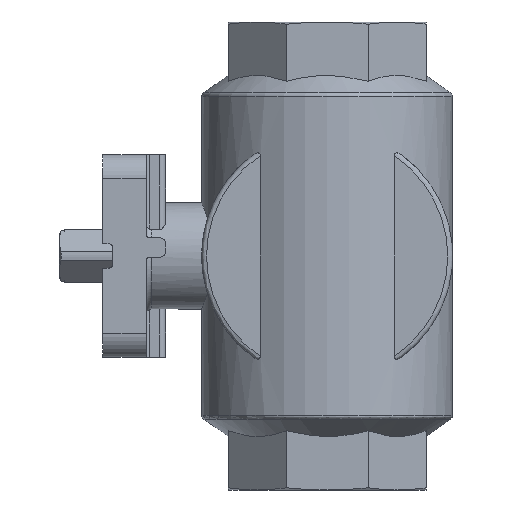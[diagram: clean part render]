
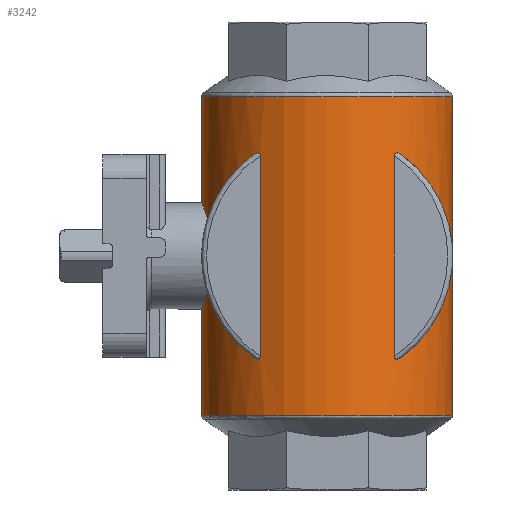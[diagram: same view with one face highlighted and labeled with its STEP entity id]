
A CAD part, left-side view. The second image highlights one B-rep face of the part: STEP entity #3242.
In plain terms, the highlighted cylindrical face has radius 26 mm (diameter 52 mm), a full revolution.
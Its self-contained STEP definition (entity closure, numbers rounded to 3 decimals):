
#23=ELLIPSE('',#3534,36.77,26.);
#24=ELLIPSE('',#3535,36.77,26.);
#25=ELLIPSE('',#3536,36.77,26.);
#26=ELLIPSE('',#3537,36.77,26.);
#27=ELLIPSE('',#3538,36.77,26.);
#28=ELLIPSE('',#3539,36.77,26.);
#152=B_SPLINE_CURVE_WITH_KNOTS('',3,(#5120,#5121,#5122,#5123,#5124,#5125,
#5126),.UNSPECIFIED.,.F.,.F.,(4,1,1,1,4),(0.026,0.03,
0.035,0.039,0.043),.UNSPECIFIED.);
#154=B_SPLINE_CURVE_WITH_KNOTS('',3,(#5137,#5138,#5139,#5140,#5141,#5142,
#5143,#5144),.UNSPECIFIED.,.F.,.F.,(4,1,1,1,1,4),(0.061,0.065,
0.067,0.07,0.074,0.078),
 .UNSPECIFIED.);
#175=B_SPLINE_CURVE_WITH_KNOTS('',3,(#5331,#5332,#5333,#5334,#5335,#5336,
#5337),.UNSPECIFIED.,.F.,.F.,(4,1,1,1,4),(0.,0.001,
0.001,0.002,0.002),
 .UNSPECIFIED.);
#176=B_SPLINE_CURVE_WITH_KNOTS('',3,(#5341,#5342,#5343,#5344,#5345,#5346,
#5347),.UNSPECIFIED.,.F.,.F.,(4,1,1,1,4),(0.003,0.004,
0.004,0.005,0.005),
 .UNSPECIFIED.);
#177=B_SPLINE_CURVE_WITH_KNOTS('',3,(#5354,#5355,#5356,#5357,#5358,#5359,
#5360),.UNSPECIFIED.,.F.,.F.,(4,1,1,1,4),(0.,0.001,
0.001,0.002,0.002),
 .UNSPECIFIED.);
#178=B_SPLINE_CURVE_WITH_KNOTS('',3,(#5364,#5365,#5366,#5367,#5368,#5369,
#5370),.UNSPECIFIED.,.F.,.F.,(4,1,1,1,4),(0.003,0.004,
0.004,0.005,0.005),
 .UNSPECIFIED.);
#431=LINE('',#5339,#616);
#432=LINE('',#5362,#617);
#616=VECTOR('',#4119,1000.);
#617=VECTOR('',#4126,1000.);
#994=ORIENTED_EDGE('',*,*,#1927,.F.);
#995=ORIENTED_EDGE('',*,*,#1873,.F.);
#996=ORIENTED_EDGE('',*,*,#1928,.F.);
#997=ORIENTED_EDGE('',*,*,#1929,.T.);
#998=ORIENTED_EDGE('',*,*,#1930,.F.);
#999=ORIENTED_EDGE('',*,*,#1931,.T.);
#1000=ORIENTED_EDGE('',*,*,#1932,.F.);
#1001=ORIENTED_EDGE('',*,*,#1871,.F.);
#1002=ORIENTED_EDGE('',*,*,#1933,.F.);
#1003=ORIENTED_EDGE('',*,*,#1934,.F.);
#1004=ORIENTED_EDGE('',*,*,#1935,.T.);
#1005=ORIENTED_EDGE('',*,*,#1936,.F.);
#1006=ORIENTED_EDGE('',*,*,#1937,.T.);
#1007=ORIENTED_EDGE('',*,*,#1938,.F.);
#1008=ORIENTED_EDGE('',*,*,#1939,.F.);
#1009=ORIENTED_EDGE('',*,*,#1940,.T.);
#1871=EDGE_CURVE('',#2328,#2329,#152,.T.);
#1873=EDGE_CURVE('',#2330,#2331,#154,.T.);
#1927=EDGE_CURVE('',#2374,#2374,#2595,.T.);
#1928=EDGE_CURVE('',#2375,#2330,#23,.T.);
#1929=EDGE_CURVE('',#2375,#2376,#175,.T.);
#1930=EDGE_CURVE('',#2377,#2376,#431,.F.);
#1931=EDGE_CURVE('',#2377,#2378,#176,.T.);
#1932=EDGE_CURVE('',#2329,#2378,#24,.F.);
#1933=EDGE_CURVE('',#2379,#2328,#25,.F.);
#1934=EDGE_CURVE('',#2380,#2379,#26,.F.);
#1935=EDGE_CURVE('',#2380,#2381,#177,.T.);
#1936=EDGE_CURVE('',#2382,#2381,#432,.T.);
#1937=EDGE_CURVE('',#2382,#2383,#178,.T.);
#1938=EDGE_CURVE('',#2379,#2383,#27,.T.);
#1939=EDGE_CURVE('',#2331,#2379,#28,.T.);
#1940=EDGE_CURVE('',#2384,#2384,#2596,.T.);
#2328=VERTEX_POINT('',#5127);
#2329=VERTEX_POINT('',#5128);
#2330=VERTEX_POINT('',#5136);
#2331=VERTEX_POINT('',#5145);
#2374=VERTEX_POINT('',#5328);
#2375=VERTEX_POINT('',#5330);
#2376=VERTEX_POINT('',#5338);
#2377=VERTEX_POINT('',#5340);
#2378=VERTEX_POINT('',#5348);
#2379=VERTEX_POINT('',#5351);
#2380=VERTEX_POINT('',#5353);
#2381=VERTEX_POINT('',#5361);
#2382=VERTEX_POINT('',#5363);
#2383=VERTEX_POINT('',#5371);
#2384=VERTEX_POINT('',#5375);
#2595=CIRCLE('',#3533,26.);
#2596=CIRCLE('',#3540,26.);
#2726=EDGE_LOOP('',(#994));
#2727=EDGE_LOOP('',(#995,#996,#997,#998,#999,#1000,#1001,#1002,#1003,#1004,
#1005,#1006,#1007,#1008));
#2728=EDGE_LOOP('',(#1009));
#2964=FACE_BOUND('',#2726,.T.);
#2965=FACE_BOUND('',#2727,.T.);
#2966=FACE_BOUND('',#2728,.T.);
#3163=CYLINDRICAL_SURFACE('',#3532,26.);
#3242=ADVANCED_FACE('',(#2964,#2965,#2966),#3163,.T.);
#3532=AXIS2_PLACEMENT_3D('',#5326,#4113,#4114);
#3533=AXIS2_PLACEMENT_3D('',#5327,#4115,#4116);
#3534=AXIS2_PLACEMENT_3D('',#5329,#4117,#4118);
#3535=AXIS2_PLACEMENT_3D('',#5349,#4120,#4121);
#3536=AXIS2_PLACEMENT_3D('',#5350,#4122,#4123);
#3537=AXIS2_PLACEMENT_3D('',#5352,#4124,#4125);
#3538=AXIS2_PLACEMENT_3D('',#5372,#4127,#4128);
#3539=AXIS2_PLACEMENT_3D('',#5373,#4129,#4130);
#3540=AXIS2_PLACEMENT_3D('',#5374,#4131,#4132);
#4113=DIRECTION('',(0.,0.,-1.));
#4114=DIRECTION('',(0.,1.,0.));
#4115=DIRECTION('',(0.,0.,-1.));
#4116=DIRECTION('',(0.,1.,0.));
#4117=DIRECTION('',(-0.707,0.,-0.707));
#4118=DIRECTION('',(0.707,0.,-0.707));
#4119=DIRECTION('',(0.,0.,-1.));
#4120=DIRECTION('',(0.707,0.,-0.707));
#4121=DIRECTION('',(-0.707,0.,-0.707));
#4122=DIRECTION('',(-0.707,0.,-0.707));
#4123=DIRECTION('',(0.707,0.,-0.707));
#4124=DIRECTION('',(0.707,0.,-0.707));
#4125=DIRECTION('',(-0.707,0.,-0.707));
#4126=DIRECTION('',(0.,0.,-1.));
#4127=DIRECTION('',(-0.707,0.,-0.707));
#4128=DIRECTION('',(0.707,0.,-0.707));
#4129=DIRECTION('',(0.707,0.,-0.707));
#4130=DIRECTION('',(-0.707,0.,-0.707));
#4131=DIRECTION('',(0.,0.,-1.));
#4132=DIRECTION('',(0.,1.,0.));
#5120=CARTESIAN_POINT('',(7.778,24.809,-7.778));
#5121=CARTESIAN_POINT('',(6.774,25.124,-8.782));
#5122=CARTESIAN_POINT('',(4.366,25.741,-10.407));
#5123=CARTESIAN_POINT('',(0.013,26.129,-11.295));
#5124=CARTESIAN_POINT('',(-4.357,25.744,-10.413));
#5125=CARTESIAN_POINT('',(-6.767,25.126,-8.789));
#5126=CARTESIAN_POINT('',(-7.778,24.809,-7.778));
#5127=CARTESIAN_POINT('',(7.778,24.809,-7.778));
#5128=CARTESIAN_POINT('',(-7.778,24.809,-7.778));
#5136=CARTESIAN_POINT('',(-7.778,24.809,7.778));
#5137=CARTESIAN_POINT('',(-7.778,24.809,7.778));
#5138=CARTESIAN_POINT('',(-6.768,25.126,8.788));
#5139=CARTESIAN_POINT('',(-4.959,25.587,10.002));
#5140=CARTESIAN_POINT('',(-2.193,25.937,10.853));
#5141=CARTESIAN_POINT('',(0.739,26.064,11.147));
#5142=CARTESIAN_POINT('',(4.364,25.742,10.409));
#5143=CARTESIAN_POINT('',(6.777,25.123,8.779));
#5144=CARTESIAN_POINT('',(7.778,24.809,7.778));
#5145=CARTESIAN_POINT('',(7.778,24.809,7.778));
#5326=CARTESIAN_POINT('',(0.,0.,-48.5));
#5327=CARTESIAN_POINT('',(0.,0.,-32.985));
#5328=CARTESIAN_POINT('',(0.,26.,-32.985));
#5329=CARTESIAN_POINT('',(0.,0.,0.));
#5330=CARTESIAN_POINT('',(-21.,15.33,21.));
#5331=CARTESIAN_POINT('',(-21.,15.33,21.));
#5332=CARTESIAN_POINT('',(-21.092,15.204,21.092));
#5333=CARTESIAN_POINT('',(-21.28,14.941,21.249));
#5334=CARTESIAN_POINT('',(-21.575,14.513,21.385));
#5335=CARTESIAN_POINT('',(-21.897,14.021,21.35));
#5336=CARTESIAN_POINT('',(-22.,13.856,20.99));
#5337=CARTESIAN_POINT('',(-22.,13.856,20.809));
#5338=CARTESIAN_POINT('',(-22.,13.856,20.809));
#5339=CARTESIAN_POINT('',(-22.,13.856,-48.5));
#5340=CARTESIAN_POINT('',(-22.,13.856,-20.809));
#5341=CARTESIAN_POINT('',(-22.,13.856,-20.809));
#5342=CARTESIAN_POINT('',(-22.,13.856,-20.991));
#5343=CARTESIAN_POINT('',(-21.897,14.022,-21.35));
#5344=CARTESIAN_POINT('',(-21.575,14.513,-21.384));
#5345=CARTESIAN_POINT('',(-21.281,14.939,-21.25));
#5346=CARTESIAN_POINT('',(-21.092,15.204,-21.092));
#5347=CARTESIAN_POINT('',(-21.,15.33,-21.));
#5348=CARTESIAN_POINT('',(-21.,15.33,-21.));
#5349=CARTESIAN_POINT('',(0.,0.,0.));
#5350=CARTESIAN_POINT('',(0.,0.,0.));
#5351=CARTESIAN_POINT('',(0.,-26.,0.));
#5352=CARTESIAN_POINT('',(0.,0.,0.));
#5353=CARTESIAN_POINT('',(-21.,-15.33,-21.));
#5354=CARTESIAN_POINT('',(-21.,-15.33,-21.));
#5355=CARTESIAN_POINT('',(-21.092,-15.204,-21.092));
#5356=CARTESIAN_POINT('',(-21.28,-14.941,-21.249));
#5357=CARTESIAN_POINT('',(-21.575,-14.513,-21.385));
#5358=CARTESIAN_POINT('',(-21.897,-14.021,-21.35));
#5359=CARTESIAN_POINT('',(-22.,-13.856,-20.99));
#5360=CARTESIAN_POINT('',(-22.,-13.856,-20.809));
#5361=CARTESIAN_POINT('',(-22.,-13.856,-20.809));
#5362=CARTESIAN_POINT('',(-22.,-13.856,-48.5));
#5363=CARTESIAN_POINT('',(-22.,-13.856,20.809));
#5364=CARTESIAN_POINT('',(-22.,-13.856,20.809));
#5365=CARTESIAN_POINT('',(-22.,-13.856,20.991));
#5366=CARTESIAN_POINT('',(-21.897,-14.022,21.35));
#5367=CARTESIAN_POINT('',(-21.575,-14.513,21.384));
#5368=CARTESIAN_POINT('',(-21.281,-14.939,21.25));
#5369=CARTESIAN_POINT('',(-21.092,-15.204,21.092));
#5370=CARTESIAN_POINT('',(-21.,-15.33,21.));
#5371=CARTESIAN_POINT('',(-21.,-15.33,21.));
#5372=CARTESIAN_POINT('',(0.,0.,0.));
#5373=CARTESIAN_POINT('',(0.,0.,0.));
#5374=CARTESIAN_POINT('',(0.,0.,32.985));
#5375=CARTESIAN_POINT('',(0.,26.,32.985));
